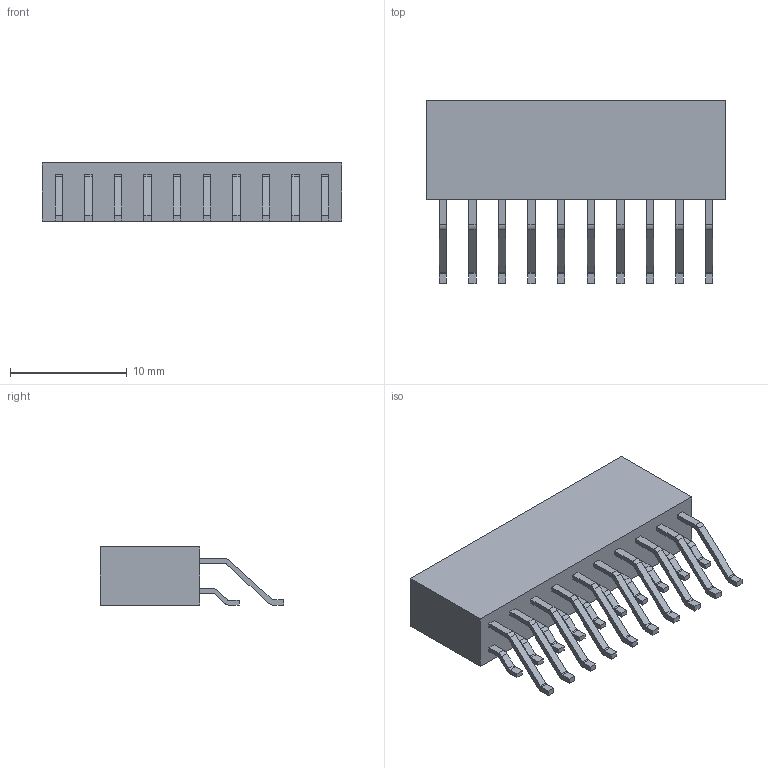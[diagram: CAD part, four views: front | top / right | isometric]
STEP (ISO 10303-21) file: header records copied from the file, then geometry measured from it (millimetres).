
FILE_DESCRIPTION( ('This file contains a STEP AP42 implementation' ,'as created by ZW3D STEP Interface translator.') ,'2;1' );
FILE_NAME( '2185-2XXZXXCYNX1.stp' ,'23 5 4.1555 0', (''), ('ZWCAD Software Co.'), 'Version 1.0', 'ZW3D to STEP translator', '' );
FILE_SCHEMA(('AUTOMOTIVE_DESIGN { 1 0 10303 214 1 1 1 1 }'));
Length unit declared in the file: millimetre
Products named in the file (2): 0; 2185-220ZXXCYNX1
Bounding box: 25.65 x 15.7 x 5 mm (x, y, z)
Volume: 983.2 mm3; surface area: 2466.1 mm2
Topology: 1 solids, 1 shells, 1466 faces, 4296 edges, 2812 vertices
Faces by surface type: plane 1206, cylinder 140, bspline 120
Entity records: 63864 total; most frequent: CARTESIAN_POINT 31325, ORIENTED_EDGE 8592, EDGE_CURVE 4296, B_SPLINE_CURVE_WITH_KNOTS 3814, DIRECTION 3176, VERTEX_POINT 2812, EDGE_LOOP 1606, FACE_OUTER_BOUND 1466
